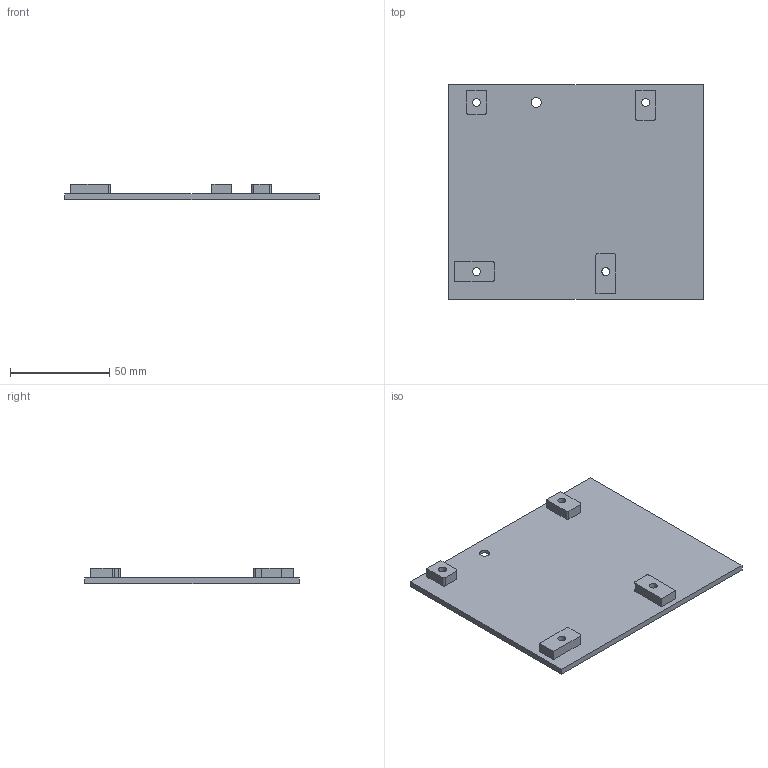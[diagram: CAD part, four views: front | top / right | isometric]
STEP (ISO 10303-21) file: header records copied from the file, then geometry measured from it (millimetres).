
FILE_DESCRIPTION(/* description */ (''),/* implementation_level */ '2;1');
FILE_NAME(/* name */ 'Component51.step',/* time_stamp */ '2022-09-28T23:45:46+02:00',/* author */ (''),/* organization */ (''),/* preprocessor_version */ 'ST-DEVELOPER v19',/* originating_system */ 'Autodesk Translation Framework v11.7.0.108',/* authorisation */ '');
FILE_SCHEMA (('AUTOMOTIVE_DESIGN { 1 0 10303 214 3 1 1 }'));
Length unit declared in the file: millimetre
Products named in the file (1): FusionComponent
Bounding box: 128 x 108 x 8 mm (x, y, z)
Volume: 44158.7 mm3; surface area: 30690.2 mm2
Topology: 1 solids, 1 shells, 1124 faces, 3117 edges, 2078 vertices
Faces by surface type: bspline 757, plane 349, cylinder 13, cone 4, torus 1
Full cylindrical faces by diameter (mm): 4 x4, 5 x1
Entity records: 42801 total; most frequent: CARTESIAN_POINT 19189, ORIENTED_EDGE 6234, EDGE_CURVE 3117, DIRECTION 2376, VERTEX_POINT 2078, LINE 1566, VECTOR 1566, B_SPLINE_CURVE_WITH_KNOTS 1514
